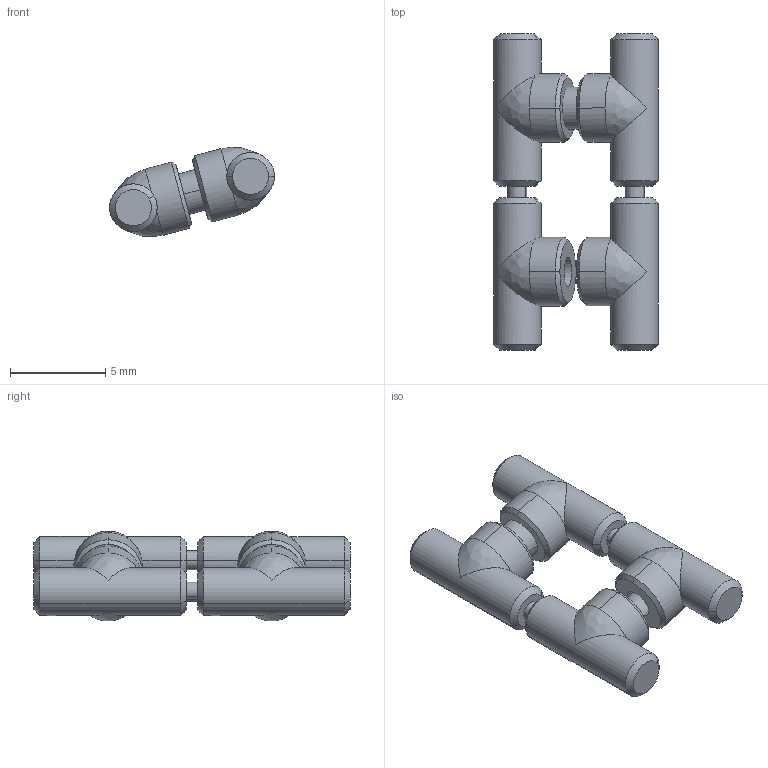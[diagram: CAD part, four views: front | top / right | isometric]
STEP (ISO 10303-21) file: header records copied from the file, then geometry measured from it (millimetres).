
FILE_DESCRIPTION(('STEP AP214'),'1');
FILE_NAME('X2.step','2022-04-26T07:31:27',(' '),(' '),'Spatial InterOp 3D',' ',' ');
FILE_SCHEMA(('AUTOMOTIVE_DESIGN { 1 0 10303 214 1 1 1 1 }'));
Length unit declared in the file: metre
Products named in the file (2): 改_手臂推杆轴X2
Assembly tree (1 placements, depth 2):
  改_手臂推杆轴X2
    改_手臂推杆轴X2
Bounding box: 8.66 x 16.59 x 4.67 mm (x, y, z)
Volume: 214.3 mm3; surface area: 425.8 mm2
Topology: 1 solids, 2 shells, 76 faces, 176 edges, 112 vertices
Faces by surface type: cylinder 28, cone 24, plane 16, bspline 8
Entity records: 2574 total; most frequent: CARTESIAN_POINT 806, DIRECTION 372, ORIENTED_EDGE 352, EDGE_CURVE 176, AXIS2_PLACEMENT_3D 158, VERTEX_POINT 112, CIRCLE 88, EDGE_LOOP 84
